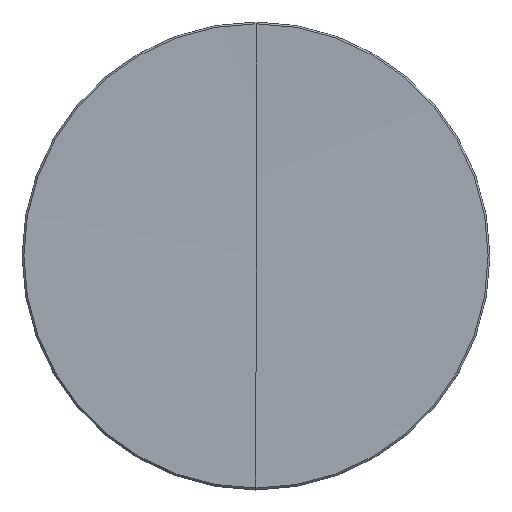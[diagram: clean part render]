
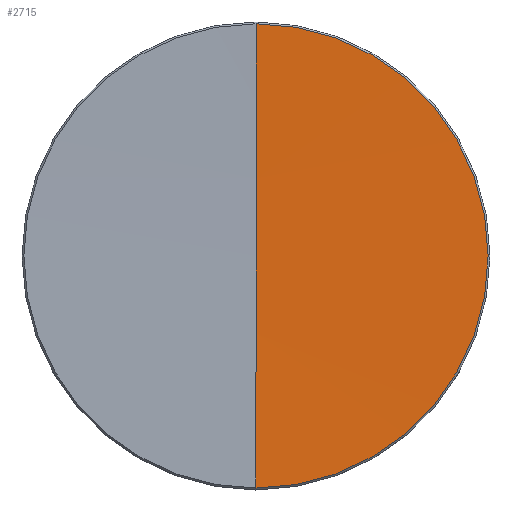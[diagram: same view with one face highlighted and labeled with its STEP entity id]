
A CAD part, top view. The second image highlights one B-rep face of the part: STEP entity #2715.
In plain terms, the highlighted spherical face has radius 1500 mm.
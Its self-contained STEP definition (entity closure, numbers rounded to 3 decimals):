
#173 = CARTESIAN_POINT ( 'NONE',  ( -4.219, 38.887, 42.817 ) ) ;
#299 = VERTEX_POINT ( 'NONE', #173 ) ;
#422 = EDGE_LOOP ( 'NONE', ( #3856, #2192, #1975, #3506 ) ) ;
#428 = AXIS2_PLACEMENT_3D ( 'NONE', #2915, #1023, #3872 ) ;
#478 = DIRECTION ( 'NONE',  ( 0., -1., 0. ) ) ;
#496 = CARTESIAN_POINT ( 'NONE',  ( -4.219, 13.683, 43.029 ) ) ;
#556 = AXIS2_PLACEMENT_3D ( 'NONE', #2381, #2355, #478 ) ;
#685 = AXIS2_PLACEMENT_3D ( 'NONE', #1402, #1693, #3889 ) ;
#705 = CIRCLE ( 'NONE', #685, 25.203 ) ;
#797 = EDGE_CURVE ( 'NONE', #3891, #1652, #705, .T. ) ;
#971 = DIRECTION ( 'NONE',  ( 1., 0., 0. ) ) ;
#1023 = DIRECTION ( 'NONE',  ( -1., 0., 0. ) ) ;
#1145 = DIRECTION ( 'NONE',  ( 1., 0., 0. ) ) ;
#1402 = CARTESIAN_POINT ( 'NONE',  ( -4.219, 38.887, 43.029 ) ) ;
#1582 = SPHERICAL_SURFACE ( 'NONE', #428, 1500. ) ;
#1652 = VERTEX_POINT ( 'NONE', #3782 ) ;
#1693 = DIRECTION ( 'NONE',  ( 0., 0., 1. ) ) ;
#1975 = ORIENTED_EDGE ( 'NONE', *, *, #2974, .T. ) ;
#2192 = ORIENTED_EDGE ( 'NONE', *, *, #4007, .T. ) ;
#2355 = DIRECTION ( 'NONE',  ( -1., 0., 0. ) ) ;
#2381 = CARTESIAN_POINT ( 'NONE',  ( -4.219, 38.887, 1542.817 ) ) ;
#2715 = ADVANCED_FACE ( 'NONE', ( #3296 ), #1582, .F. ) ;
#2742 = AXIS2_PLACEMENT_3D ( 'NONE', #3031, #3330, #1145 ) ;
#2829 = CARTESIAN_POINT ( 'NONE',  ( -4.219, 38.887, 1542.817 ) ) ;
#2915 = CARTESIAN_POINT ( 'NONE',  ( -4.219, 38.887, 1542.817 ) ) ;
#2974 = EDGE_CURVE ( 'NONE', #3179, #3891, #3690, .T. ) ;
#3031 = CARTESIAN_POINT ( 'NONE',  ( -4.219, 38.887, 43.029 ) ) ;
#3179 = VERTEX_POINT ( 'NONE', #496 ) ;
#3296 = FACE_OUTER_BOUND ( 'NONE', #422, .T. ) ;
#3330 = DIRECTION ( 'NONE',  ( 0., 0., 1. ) ) ;
#3390 = CIRCLE ( 'NONE', #556, 1500. ) ;
#3495 = DIRECTION ( 'NONE',  ( 0., 0., -1. ) ) ;
#3506 = ORIENTED_EDGE ( 'NONE', *, *, #797, .T. ) ;
#3527 = CARTESIAN_POINT ( 'NONE',  ( 20.985, 38.887, 43.029 ) ) ;
#3681 = AXIS2_PLACEMENT_3D ( 'NONE', #2829, #971, #3495 ) ;
#3690 = CIRCLE ( 'NONE', #2742, 25.203 ) ;
#3782 = CARTESIAN_POINT ( 'NONE',  ( -4.219, 64.09, 43.029 ) ) ;
#3817 = EDGE_CURVE ( 'NONE', #299, #1652, #3927, .T. ) ;
#3856 = ORIENTED_EDGE ( 'NONE', *, *, #3817, .F. ) ;
#3872 = DIRECTION ( 'NONE',  ( 0., 1., 0. ) ) ;
#3889 = DIRECTION ( 'NONE',  ( 1., 0., 0. ) ) ;
#3891 = VERTEX_POINT ( 'NONE', #3527 ) ;
#3927 = CIRCLE ( 'NONE', #3681, 1500. ) ;
#4007 = EDGE_CURVE ( 'NONE', #299, #3179, #3390, .T. ) ;
